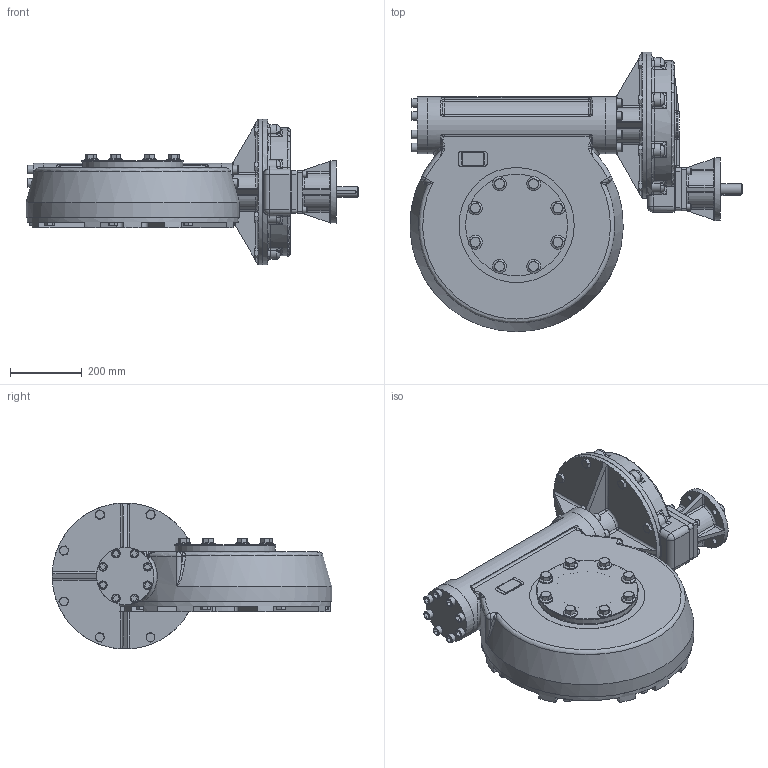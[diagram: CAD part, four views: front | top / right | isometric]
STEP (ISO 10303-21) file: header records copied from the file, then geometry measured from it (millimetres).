
FILE_DESCRIPTION(/* description */ ('Unknown'),/* implementation_level */ '2;1');
FILE_NAME(/* name */ 'PUB-MTW9IR2-F14-F40',/* time_stamp */ '2015-12-09T15:10:56+00:00',/* author */ ('Unknown'),/* organization */ ('Unknown'),/* preprocessor_version */ 'ST-DEVELOPER v16',/* originating_system */ 'DEX',/* authorisation */ $);
FILE_SCHEMA (('AUTOMOTIVE_DESIGN {1 0 10303 214 3 1 1}'));
Products named in the file (1): PUB-MTW9IR2-F14-F40
Bounding box: 928.11 x 781.45 x 408 mm (x, y, z)
Surface area: 1983345.6 mm2 (no closed solid volume)
Topology: 0 solids, 60 shells, 1143 faces, 2909 edges, 1769 vertices
Faces by surface type: plane 468, cylinder 254, cone 190, bspline 96, torus 77, sphere 58
Full cylindrical faces by diameter (mm): 16.5 x12, 18 x4, 24 x16, 30 x1, 31.67 x8, 39 x8, 50 x1, 100 x1, 160 x3, 175 x1, 220.1 x1, 280 x1, 285 x1, 322 x1, 408 x1, 590 x1
Entity records: 53903 total; most frequent: CARTESIAN_POINT 26379, DIRECTION 5171, ORIENTED_EDGE 5053, EDGE_CURVE 2686, AXIS2_PLACEMENT_3D 2049, VERTEX_POINT 1731, FACE_BOUND 1362, EDGE_LOOP 1354
